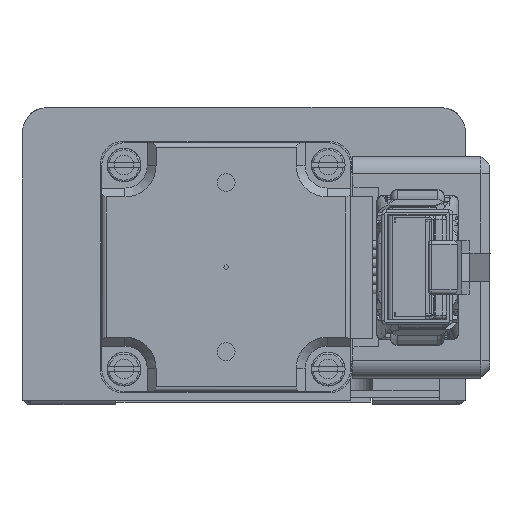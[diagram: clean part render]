
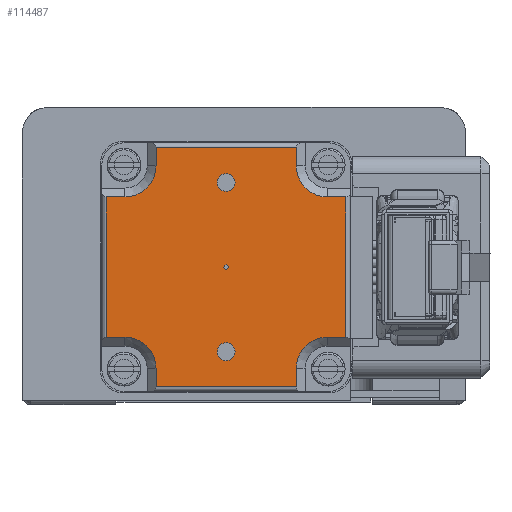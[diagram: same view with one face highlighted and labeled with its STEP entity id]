
A CAD part, front view. The second image highlights one B-rep face of the part: STEP entity #114487.
In plain terms, the highlighted face is planar.
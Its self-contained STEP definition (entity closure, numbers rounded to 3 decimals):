
#6060=PLANE('',#153575);
#18652=LINE('',#243694,#31308);
#18653=LINE('',#243696,#31309);
#18657=LINE('',#243704,#31313);
#18658=LINE('',#243708,#31314);
#18659=LINE('',#243710,#31315);
#18660=LINE('',#243712,#31316);
#18661=LINE('',#243716,#31317);
#18662=LINE('',#243718,#31318);
#18663=LINE('',#243720,#31319);
#18664=LINE('',#243724,#31320);
#18665=LINE('',#243726,#31321);
#18666=LINE('',#243728,#31322);
#31308=VECTOR('',#182455,1000.);
#31309=VECTOR('',#182458,1000.);
#31313=VECTOR('',#182464,1000.);
#31314=VECTOR('',#182467,1000.);
#31315=VECTOR('',#182468,1000.);
#31316=VECTOR('',#182469,1000.);
#31317=VECTOR('',#182472,1000.);
#31318=VECTOR('',#182473,1000.);
#31319=VECTOR('',#182474,1000.);
#31320=VECTOR('',#182477,1000.);
#31321=VECTOR('',#182478,1000.);
#31322=VECTOR('',#182479,1000.);
#63937=ORIENTED_EDGE('',*,*,#80472,.T.);
#63938=ORIENTED_EDGE('',*,*,#80471,.T.);
#63939=ORIENTED_EDGE('',*,*,#80470,.T.);
#63940=ORIENTED_EDGE('',*,*,#80476,.F.);
#63941=ORIENTED_EDGE('',*,*,#80481,.F.);
#63942=ORIENTED_EDGE('',*,*,#80482,.F.);
#63943=ORIENTED_EDGE('',*,*,#80483,.F.);
#63944=ORIENTED_EDGE('',*,*,#80484,.F.);
#63945=ORIENTED_EDGE('',*,*,#80485,.F.);
#63946=ORIENTED_EDGE('',*,*,#80486,.F.);
#63947=ORIENTED_EDGE('',*,*,#80487,.F.);
#63948=ORIENTED_EDGE('',*,*,#80488,.F.);
#63949=ORIENTED_EDGE('',*,*,#80489,.F.);
#63950=ORIENTED_EDGE('',*,*,#80490,.F.);
#63951=ORIENTED_EDGE('',*,*,#80491,.F.);
#63952=ORIENTED_EDGE('',*,*,#80492,.F.);
#63953=ORIENTED_EDGE('',*,*,#80493,.F.);
#63954=ORIENTED_EDGE('',*,*,#80494,.F.);
#63955=ORIENTED_EDGE('',*,*,#80477,.F.);
#80470=EDGE_CURVE('',#91435,#91435,#93938,.T.);
#80471=EDGE_CURVE('',#91436,#91436,#93939,.T.);
#80472=EDGE_CURVE('',#91437,#91437,#93940,.T.);
#80476=EDGE_CURVE('',#91441,#91438,#18652,.T.);
#80477=EDGE_CURVE('',#91438,#91442,#18653,.T.);
#80481=EDGE_CURVE('',#91445,#91441,#18657,.T.);
#80482=EDGE_CURVE('',#91446,#91445,#93941,.T.);
#80483=EDGE_CURVE('',#91447,#91446,#18658,.T.);
#80484=EDGE_CURVE('',#91448,#91447,#18659,.T.);
#80485=EDGE_CURVE('',#91449,#91448,#18660,.T.);
#80486=EDGE_CURVE('',#91450,#91449,#93942,.T.);
#80487=EDGE_CURVE('',#91451,#91450,#18661,.T.);
#80488=EDGE_CURVE('',#91452,#91451,#18662,.T.);
#80489=EDGE_CURVE('',#91453,#91452,#18663,.T.);
#80490=EDGE_CURVE('',#91454,#91453,#93943,.T.);
#80491=EDGE_CURVE('',#91455,#91454,#18664,.T.);
#80492=EDGE_CURVE('',#91456,#91455,#18665,.T.);
#80493=EDGE_CURVE('',#91457,#91456,#18666,.T.);
#80494=EDGE_CURVE('',#91442,#91457,#93944,.T.);
#91435=VERTEX_POINT('',#243679);
#91436=VERTEX_POINT('',#243682);
#91437=VERTEX_POINT('',#243685);
#91438=VERTEX_POINT('',#243688);
#91441=VERTEX_POINT('',#243693);
#91442=VERTEX_POINT('',#243697);
#91445=VERTEX_POINT('',#243705);
#91446=VERTEX_POINT('',#243707);
#91447=VERTEX_POINT('',#243709);
#91448=VERTEX_POINT('',#243711);
#91449=VERTEX_POINT('',#243713);
#91450=VERTEX_POINT('',#243715);
#91451=VERTEX_POINT('',#243717);
#91452=VERTEX_POINT('',#243719);
#91453=VERTEX_POINT('',#243721);
#91454=VERTEX_POINT('',#243723);
#91455=VERTEX_POINT('',#243725);
#91456=VERTEX_POINT('',#243727);
#91457=VERTEX_POINT('',#243729);
#93938=CIRCLE('',#153566,1.007);
#93939=CIRCLE('',#153568,1.007);
#93940=CIRCLE('',#153570,0.25);
#93941=CIRCLE('',#153576,3.5);
#93942=CIRCLE('',#153577,3.5);
#93943=CIRCLE('',#153578,3.5);
#93944=CIRCLE('',#153579,3.5);
#100613=EDGE_LOOP('',(#63937));
#100614=EDGE_LOOP('',(#63938));
#100615=EDGE_LOOP('',(#63939));
#100616=EDGE_LOOP('',(#63940,#63941,#63942,#63943,#63944,#63945,#63946,
#63947,#63948,#63949,#63950,#63951,#63952,#63953,#63954,#63955));
#107335=FACE_BOUND('',#100613,.T.);
#107336=FACE_BOUND('',#100614,.T.);
#107337=FACE_BOUND('',#100615,.T.);
#107338=FACE_BOUND('',#100616,.T.);
#114487=ADVANCED_FACE('',(#107335,#107336,#107337,#107338),#6060,.T.);
#153566=AXIS2_PLACEMENT_3D('',#243678,#182438,#182439);
#153568=AXIS2_PLACEMENT_3D('',#243681,#182442,#182443);
#153570=AXIS2_PLACEMENT_3D('',#243684,#182446,#182447);
#153575=AXIS2_PLACEMENT_3D('',#243703,#182462,#182463);
#153576=AXIS2_PLACEMENT_3D('',#243706,#182465,#182466);
#153577=AXIS2_PLACEMENT_3D('',#243714,#182470,#182471);
#153578=AXIS2_PLACEMENT_3D('',#243722,#182475,#182476);
#153579=AXIS2_PLACEMENT_3D('',#243730,#182480,#182481);
#182438=DIRECTION('',(0.,0.,1.));
#182439=DIRECTION('',(1.,0.,0.));
#182442=DIRECTION('',(0.,0.,1.));
#182443=DIRECTION('',(1.,0.,0.));
#182446=DIRECTION('',(0.,0.,1.));
#182447=DIRECTION('',(-1.,0.,0.));
#182455=DIRECTION('',(-1.,0.,0.));
#182458=DIRECTION('',(0.,-1.,0.));
#182462=DIRECTION('',(0.,0.,-1.));
#182463=DIRECTION('',(1.,0.,0.));
#182464=DIRECTION('',(0.,1.,0.));
#182465=DIRECTION('',(0.,0.,-1.));
#182466=DIRECTION('',(-1.,0.,0.));
#182467=DIRECTION('',(-1.,0.,0.));
#182468=DIRECTION('',(0.,1.,0.));
#182469=DIRECTION('',(1.,0.,0.));
#182470=DIRECTION('',(0.,0.,-1.));
#182471=DIRECTION('',(-1.,0.,0.));
#182472=DIRECTION('',(0.,1.,0.));
#182473=DIRECTION('',(1.,0.,0.));
#182474=DIRECTION('',(0.,-1.,0.));
#182475=DIRECTION('',(0.,0.,-1.));
#182476=DIRECTION('',(1.,0.,0.));
#182477=DIRECTION('',(1.,0.,0.));
#182478=DIRECTION('',(0.,-1.,0.));
#182479=DIRECTION('',(-1.,0.,0.));
#182480=DIRECTION('',(0.,0.,-1.));
#182481=DIRECTION('',(1.,0.,0.));
#243678=CARTESIAN_POINT('',(-9.525,0.,-26.));
#243679=CARTESIAN_POINT('',(-8.519,0.,-26.));
#243681=CARTESIAN_POINT('',(9.525,0.,-26.));
#243682=CARTESIAN_POINT('',(10.532,0.,-26.));
#243684=CARTESIAN_POINT('',(0.,0.,-26.));
#243685=CARTESIAN_POINT('',(-0.25,0.,-26.));
#243688=CARTESIAN_POINT('',(-7.9,13.5,-26.));
#243693=CARTESIAN_POINT('',(7.9,13.5,-26.));
#243694=CARTESIAN_POINT('',(7.9,13.5,-26.));
#243696=CARTESIAN_POINT('',(-7.9,13.5,-26.));
#243697=CARTESIAN_POINT('',(-7.9,11.4,-26.));
#243703=CARTESIAN_POINT('',(0.,0.,-26.));
#243704=CARTESIAN_POINT('',(7.9,11.4,-26.));
#243705=CARTESIAN_POINT('',(7.9,11.4,-26.));
#243706=CARTESIAN_POINT('',(11.4,11.4,-26.));
#243707=CARTESIAN_POINT('',(11.4,7.9,-26.));
#243708=CARTESIAN_POINT('',(13.5,7.9,-26.));
#243709=CARTESIAN_POINT('',(13.5,7.9,-26.));
#243710=CARTESIAN_POINT('',(13.5,-7.9,-26.));
#243711=CARTESIAN_POINT('',(13.5,-7.9,-26.));
#243712=CARTESIAN_POINT('',(11.4,-7.9,-26.));
#243713=CARTESIAN_POINT('',(11.4,-7.9,-26.));
#243714=CARTESIAN_POINT('',(11.4,-11.4,-26.));
#243715=CARTESIAN_POINT('',(7.9,-11.4,-26.));
#243716=CARTESIAN_POINT('',(7.9,-13.5,-26.));
#243717=CARTESIAN_POINT('',(7.9,-13.5,-26.));
#243718=CARTESIAN_POINT('',(-7.9,-13.5,-26.));
#243719=CARTESIAN_POINT('',(-7.9,-13.5,-26.));
#243720=CARTESIAN_POINT('',(-7.9,-11.4,-26.));
#243721=CARTESIAN_POINT('',(-7.9,-11.4,-26.));
#243722=CARTESIAN_POINT('',(-11.4,-11.4,-26.));
#243723=CARTESIAN_POINT('',(-11.4,-7.9,-26.));
#243724=CARTESIAN_POINT('',(-13.5,-7.9,-26.));
#243725=CARTESIAN_POINT('',(-13.5,-7.9,-26.));
#243726=CARTESIAN_POINT('',(-13.5,7.9,-26.));
#243727=CARTESIAN_POINT('',(-13.5,7.9,-26.));
#243728=CARTESIAN_POINT('',(-11.4,7.9,-26.));
#243729=CARTESIAN_POINT('',(-11.4,7.9,-26.));
#243730=CARTESIAN_POINT('',(-11.4,11.4,-26.));
